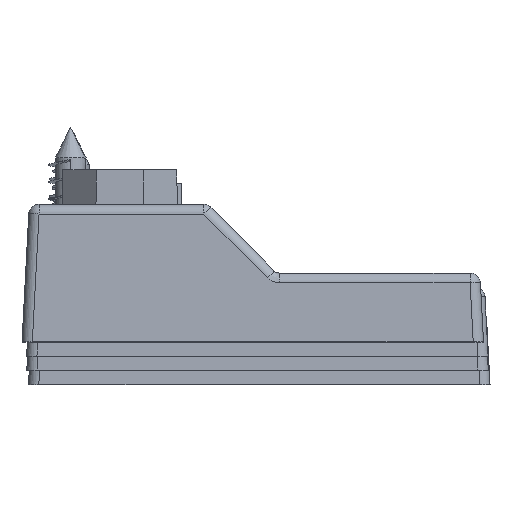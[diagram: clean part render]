
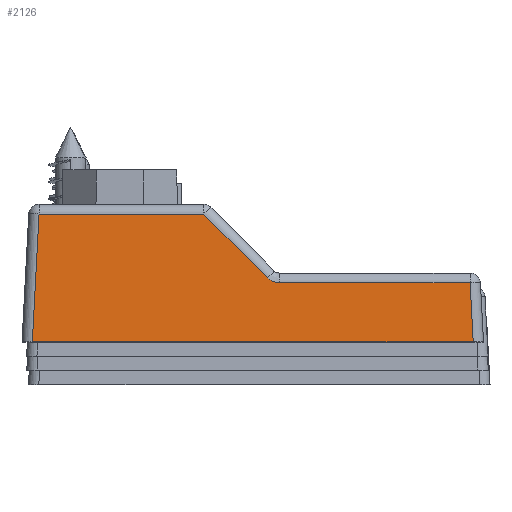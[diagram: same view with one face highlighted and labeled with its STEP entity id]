
A CAD part, top view. The second image highlights one B-rep face of the part: STEP entity #2126.
In plain terms, the highlighted planar face has unit normal (0, 0.052, 0.999).
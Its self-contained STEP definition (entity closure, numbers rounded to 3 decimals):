
#62=B_SPLINE_CURVE_WITH_KNOTS('',3,(#3266,#3267,#3268,#3269,#3270,#3271,
#3272),.UNSPECIFIED.,.F.,.F.,(4,1,1,1,4),(0.,0.25,0.5,0.75,1.),
 .UNSPECIFIED.);
#220=FACE_OUTER_BOUND('',#352,.T.);
#352=EDGE_LOOP('',(#1484,#1485,#1486,#1487,#1488,#1489,#1490));
#476=LINE('',#3104,#686);
#507=LINE('',#3276,#717);
#508=LINE('',#3280,#718);
#509=LINE('',#3281,#719);
#510=LINE('',#3283,#720);
#511=LINE('',#3284,#721);
#686=VECTOR('',#2505,64.004);
#717=VECTOR('',#2578,27.638);
#718=VECTOR('',#2583,18.629);
#719=VECTOR('',#2584,8.602);
#720=VECTOR('',#2585,13.116);
#721=VECTOR('',#2586,23.907);
#899=VERTEX_POINT('',#3089);
#906=VERTEX_POINT('',#3102);
#946=VERTEX_POINT('',#3263);
#947=VERTEX_POINT('',#3265);
#948=VERTEX_POINT('',#3275);
#949=VERTEX_POINT('',#3279);
#950=VERTEX_POINT('',#3282);
#1107=EDGE_CURVE('',#899,#906,#476,.T.);
#1153=EDGE_CURVE('',#946,#947,#62,.T.);
#1155=EDGE_CURVE('',#947,#948,#507,.T.);
#1157=EDGE_CURVE('',#949,#899,#508,.T.);
#1158=EDGE_CURVE('',#906,#948,#509,.T.);
#1159=EDGE_CURVE('',#950,#946,#510,.T.);
#1160=EDGE_CURVE('',#949,#950,#511,.T.);
#1484=ORIENTED_EDGE('',*,*,#1157,.T.);
#1485=ORIENTED_EDGE('',*,*,#1107,.T.);
#1486=ORIENTED_EDGE('',*,*,#1158,.T.);
#1487=ORIENTED_EDGE('',*,*,#1155,.F.);
#1488=ORIENTED_EDGE('',*,*,#1153,.F.);
#1489=ORIENTED_EDGE('',*,*,#1159,.F.);
#1490=ORIENTED_EDGE('',*,*,#1160,.F.);
#2044=PLANE('',#2323);
#2126=ADVANCED_FACE('',(#220),#2044,.T.);
#2323=AXIS2_PLACEMENT_3D('',#3278,#2581,#2582);
#2505=DIRECTION('',(1.,0.,0.));
#2578=DIRECTION('',(1.,0.,0.));
#2581=DIRECTION('center_axis',(0.,0.052,0.999));
#2582=DIRECTION('ref_axis',(-1.,0.,0.));
#2583=DIRECTION('',(-0.052,-0.997,0.052));
#2584=DIRECTION('',(-0.052,0.997,-0.052));
#2585=DIRECTION('',(0.707,-0.707,0.037));
#2586=DIRECTION('',(1.,0.,0.));
#3089=CARTESIAN_POINT('',(1.498,0.,14.));
#3102=CARTESIAN_POINT('',(65.502,0.,14.));
#3104=CARTESIAN_POINT('',(1.498,0.,14.));
#3263=CARTESIAN_POINT('',(35.646,9.311,13.512));
#3265=CARTESIAN_POINT('',(37.414,8.579,13.55));
#3266=CARTESIAN_POINT('Ctrl Pts',(35.646,9.311,13.512));
#3267=CARTESIAN_POINT('Ctrl Pts',(35.764,9.193,13.518));
#3268=CARTESIAN_POINT('Ctrl Pts',(36.017,8.986,13.529));
#3269=CARTESIAN_POINT('Ctrl Pts',(36.454,8.753,13.541));
#3270=CARTESIAN_POINT('Ctrl Pts',(36.928,8.61,13.549));
#3271=CARTESIAN_POINT('Ctrl Pts',(37.25,8.579,13.55));
#3272=CARTESIAN_POINT('Ctrl Pts',(37.414,8.579,13.55));
#3275=CARTESIAN_POINT('',(65.052,8.579,13.55));
#3276=CARTESIAN_POINT('',(37.414,8.579,13.55));
#3278=CARTESIAN_POINT('Origin',(-0.904,0.,14.));
#3279=CARTESIAN_POINT('',(2.472,18.579,13.026));
#3280=CARTESIAN_POINT('',(2.472,18.579,13.026));
#3281=CARTESIAN_POINT('',(65.502,0.,14.));
#3282=CARTESIAN_POINT('',(26.379,18.579,13.026));
#3283=CARTESIAN_POINT('',(26.379,18.579,13.026));
#3284=CARTESIAN_POINT('',(2.472,18.579,13.026));
